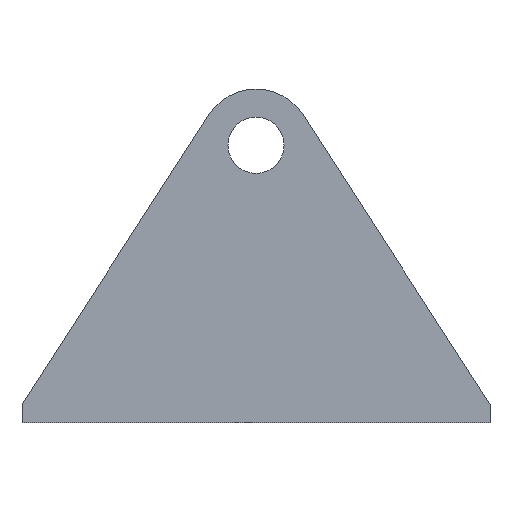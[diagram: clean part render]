
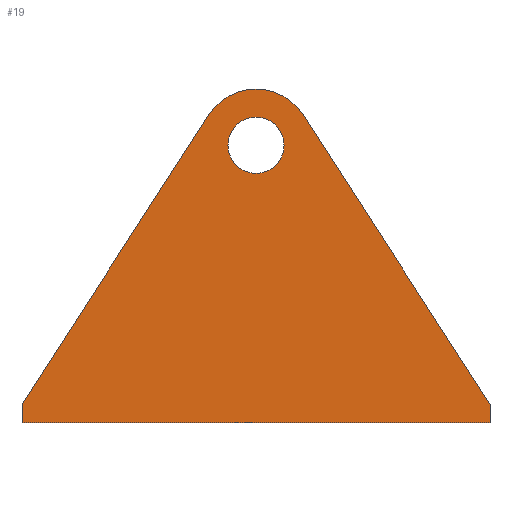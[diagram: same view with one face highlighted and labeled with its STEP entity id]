
A CAD part, front view. The second image highlights one B-rep face of the part: STEP entity #19.
In plain terms, the highlighted planar face has unit normal (0, -1, 0).
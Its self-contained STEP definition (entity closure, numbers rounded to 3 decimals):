
#4 = DIRECTION ( 'NONE',  ( 1., 0., 0. ) ) ;
#9 = LINE ( 'NONE', #304, #108 ) ;
#19 = ADVANCED_FACE ( 'NONE', ( #286, #407 ), #197, .F. ) ;
#20 = LINE ( 'NONE', #69, #419 ) ;
#57 = CARTESIAN_POINT ( 'NONE',  ( 25., -12., 2. ) ) ;
#69 = CARTESIAN_POINT ( 'NONE',  ( 5.041, -12., 32.912 ) ) ;
#75 = ORIENTED_EDGE ( 'NONE', *, *, #123, .T. ) ;
#89 = EDGE_CURVE ( 'NONE', #507, #229, #196, .T. ) ;
#90 = DIRECTION ( 'NONE',  ( 0., 0., -1. ) ) ;
#93 = CARTESIAN_POINT ( 'NONE',  ( -3., -12., 29.657 ) ) ;
#97 = ORIENTED_EDGE ( 'NONE', *, *, #237, .T. ) ;
#101 = VERTEX_POINT ( 'NONE', #351 ) ;
#104 = CARTESIAN_POINT ( 'NONE',  ( -25., -12., 2. ) ) ;
#108 = VECTOR ( 'NONE', #4, 1000. ) ;
#118 = ORIENTED_EDGE ( 'NONE', *, *, #303, .T. ) ;
#123 = EDGE_CURVE ( 'NONE', #180, #335, #430, .T. ) ;
#129 = EDGE_CURVE ( 'NONE', #101, #180, #9, .T. ) ;
#141 = EDGE_LOOP ( 'NONE', ( #328, #75, #219, #97, #118, #385 ) ) ;
#148 = CARTESIAN_POINT ( 'NONE',  ( -25., -12., 2. ) ) ;
#180 = VERTEX_POINT ( 'NONE', #436 ) ;
#186 = AXIS2_PLACEMENT_3D ( 'NONE', #251, #209, #372 ) ;
#195 = EDGE_CURVE ( 'NONE', #273, #101, #384, .T. ) ;
#196 = CIRCLE ( 'NONE', #186, 3. ) ;
#197 = PLANE ( 'NONE',  #212 ) ;
#198 = CIRCLE ( 'NONE', #373, 3. ) ;
#203 = DIRECTION ( 'NONE',  ( 1., 0., 0. ) ) ;
#205 = CARTESIAN_POINT ( 'NONE',  ( 0., -12., 29.657 ) ) ;
#209 = DIRECTION ( 'NONE',  ( 0., -1., 0. ) ) ;
#212 = AXIS2_PLACEMENT_3D ( 'NONE', #357, #281, #402 ) ;
#219 = ORIENTED_EDGE ( 'NONE', *, *, #322, .T. ) ;
#226 = DIRECTION ( 'NONE',  ( -1., 0., 0. ) ) ;
#229 = VERTEX_POINT ( 'NONE', #93 ) ;
#237 = EDGE_CURVE ( 'NONE', #270, #306, #264, .T. ) ;
#247 = DIRECTION ( 'NONE',  ( 0., -1., 0. ) ) ;
#251 = CARTESIAN_POINT ( 'NONE',  ( 0., -12., 29.657 ) ) ;
#264 = CIRCLE ( 'NONE', #406, 6. ) ;
#270 = VERTEX_POINT ( 'NONE', #348 ) ;
#273 = VERTEX_POINT ( 'NONE', #148 ) ;
#281 = DIRECTION ( 'NONE',  ( 0., 1., 0. ) ) ;
#285 = CARTESIAN_POINT ( 'NONE',  ( -5.041, -12., 32.912 ) ) ;
#286 = FACE_OUTER_BOUND ( 'NONE', #141, .T. ) ;
#303 = EDGE_CURVE ( 'NONE', #306, #273, #486, .T. ) ;
#304 = CARTESIAN_POINT ( 'NONE',  ( 25., -12., 0. ) ) ;
#305 = ORIENTED_EDGE ( 'NONE', *, *, #434, .F. ) ;
#306 = VERTEX_POINT ( 'NONE', #285 ) ;
#314 = DIRECTION ( 'NONE',  ( -0.542, 0., 0.84 ) ) ;
#322 = EDGE_CURVE ( 'NONE', #335, #270, #20, .T. ) ;
#328 = ORIENTED_EDGE ( 'NONE', *, *, #129, .T. ) ;
#335 = VERTEX_POINT ( 'NONE', #403 ) ;
#348 = CARTESIAN_POINT ( 'NONE',  ( 5.041, -12., 32.912 ) ) ;
#351 = CARTESIAN_POINT ( 'NONE',  ( -25., -12., 0. ) ) ;
#353 = ORIENTED_EDGE ( 'NONE', *, *, #89, .F. ) ;
#357 = CARTESIAN_POINT ( 'NONE',  ( 0., -12., 29.657 ) ) ;
#372 = DIRECTION ( 'NONE',  ( 1., 0., 0. ) ) ;
#373 = AXIS2_PLACEMENT_3D ( 'NONE', #205, #247, #203 ) ;
#377 = CARTESIAN_POINT ( 'NONE',  ( 0., -12., 29.657 ) ) ;
#384 = LINE ( 'NONE', #463, #439 ) ;
#385 = ORIENTED_EDGE ( 'NONE', *, *, #195, .T. ) ;
#398 = VECTOR ( 'NONE', #401, 1000. ) ;
#401 = DIRECTION ( 'NONE',  ( -0.542, 0., -0.84 ) ) ;
#402 = DIRECTION ( 'NONE',  ( -1., 0., 0. ) ) ;
#403 = CARTESIAN_POINT ( 'NONE',  ( 25., -12., 2. ) ) ;
#406 = AXIS2_PLACEMENT_3D ( 'NONE', #377, #499, #226 ) ;
#407 = FACE_BOUND ( 'NONE', #511, .T. ) ;
#419 = VECTOR ( 'NONE', #314, 1000. ) ;
#430 = LINE ( 'NONE', #57, #454 ) ;
#434 = EDGE_CURVE ( 'NONE', #229, #507, #198, .T. ) ;
#436 = CARTESIAN_POINT ( 'NONE',  ( 25., -12., 0. ) ) ;
#439 = VECTOR ( 'NONE', #90, 1000. ) ;
#454 = VECTOR ( 'NONE', #467, 1000. ) ;
#463 = CARTESIAN_POINT ( 'NONE',  ( -25., -12., 0. ) ) ;
#467 = DIRECTION ( 'NONE',  ( 0., 0., 1. ) ) ;
#486 = LINE ( 'NONE', #104, #398 ) ;
#493 = CARTESIAN_POINT ( 'NONE',  ( 3., -12., 29.657 ) ) ;
#499 = DIRECTION ( 'NONE',  ( 0., -1., 0. ) ) ;
#507 = VERTEX_POINT ( 'NONE', #493 ) ;
#511 = EDGE_LOOP ( 'NONE', ( #305, #353 ) ) ;
